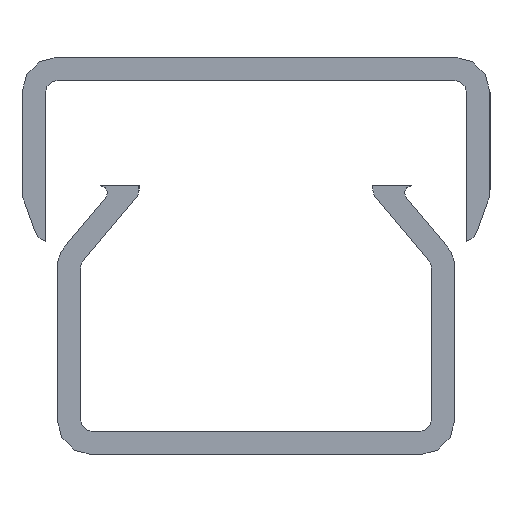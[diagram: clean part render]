
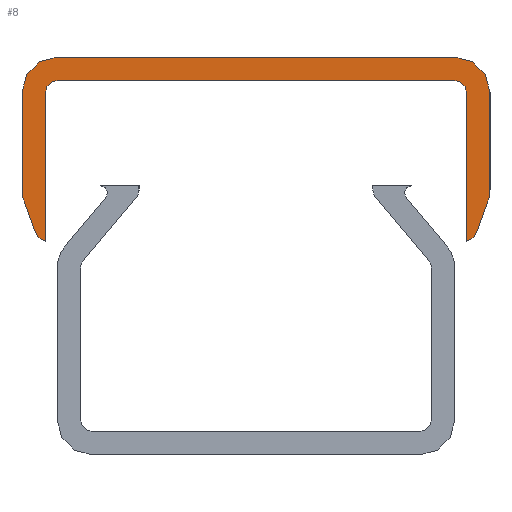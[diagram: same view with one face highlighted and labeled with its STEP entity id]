
A CAD part, left-side view. The second image highlights one B-rep face of the part: STEP entity #8.
In plain terms, the highlighted planar face has unit normal (-1, 0, 0).
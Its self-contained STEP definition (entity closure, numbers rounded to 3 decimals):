
#8 = ADVANCED_FACE ( 'NONE', ( #2014 ), #1299, .F. ) ;
#12 = VERTEX_POINT ( 'NONE', #1170 ) ;
#38 = DIRECTION ( 'NONE',  ( 0., 0., 1. ) ) ;
#39 = LINE ( 'NONE', #621, #946 ) ;
#45 = CARTESIAN_POINT ( 'NONE',  ( 0., -0.362, 69.715 ) ) ;
#46 = VERTEX_POINT ( 'NONE', #1865 ) ;
#105 = AXIS2_PLACEMENT_3D ( 'NONE', #2199, #2198, #2194 ) ;
#147 = CIRCLE ( 'NONE', #826, 0.5 ) ;
#183 = EDGE_CURVE ( 'NONE', #1512, #886, #574, .T. ) ;
#199 = EDGE_CURVE ( 'NONE', #1999, #1518, #2117, .T. ) ;
#202 = CIRCLE ( 'NONE', #661, 0.5 ) ;
#211 = VECTOR ( 'NONE', #1492, 1000. ) ;
#220 = VERTEX_POINT ( 'NONE', #841 ) ;
#224 = CARTESIAN_POINT ( 'NONE',  ( 0., -0.5, 69.131 ) ) ;
#232 = CARTESIAN_POINT ( 'NONE',  ( 0., 17.5, 75.5 ) ) ;
#266 = CIRCLE ( 'NONE', #2118, 0.6 ) ;
#269 = DIRECTION ( 'NONE',  ( 1., 0., 0. ) ) ;
#271 = CARTESIAN_POINT ( 'NONE',  ( 0., 17.362, 69.715 ) ) ;
#277 = CARTESIAN_POINT ( 'NONE',  ( 0., -1.41, 70.84 ) ) ;
#420 = VECTOR ( 'NONE', #1671, 1000. ) ;
#423 = LINE ( 'NONE', #2125, #2154 ) ;
#424 = AXIS2_PLACEMENT_3D ( 'NONE', #1034, #2167, #1272 ) ;
#425 = VERTEX_POINT ( 'NONE', #603 ) ;
#468 = AXIS2_PLACEMENT_3D ( 'NONE', #1071, #1234, #1317 ) ;
#476 = VECTOR ( 'NONE', #2172, 1000. ) ;
#488 = VERTEX_POINT ( 'NONE', #277 ) ;
#507 = CIRCLE ( 'NONE', #1332, 1.5 ) ;
#525 = LINE ( 'NONE', #1672, #420 ) ;
#574 = CIRCLE ( 'NONE', #468, 1.5 ) ;
#575 = CARTESIAN_POINT ( 'NONE',  ( 0., 17., 77. ) ) ;
#603 = CARTESIAN_POINT ( 'NONE',  ( 0., -0.925, 69.51 ) ) ;
#608 = EDGE_CURVE ( 'NONE', #2004, #220, #202, .T. ) ;
#621 = CARTESIAN_POINT ( 'NONE',  ( 0., -26.5, 77. ) ) ;
#632 = DIRECTION ( 'NONE',  ( 0., 0., -1. ) ) ;
#661 = AXIS2_PLACEMENT_3D ( 'NONE', #970, #797, #2047 ) ;
#699 = EDGE_CURVE ( 'NONE', #1646, #46, #266, .T. ) ;
#707 = ORIENTED_EDGE ( 'NONE', *, *, #891, .F. ) ;
#736 = VERTEX_POINT ( 'NONE', #845 ) ;
#748 = VECTOR ( 'NONE', #38, 1000. ) ;
#761 = ORIENTED_EDGE ( 'NONE', *, *, #2033, .F. ) ;
#762 = DIRECTION ( 'NONE',  ( 1., 0., 0. ) ) ;
#797 = DIRECTION ( 'NONE',  ( 1., 0., 0. ) ) ;
#826 = AXIS2_PLACEMENT_3D ( 'NONE', #1980, #762, #632 ) ;
#841 = CARTESIAN_POINT ( 'NONE',  ( 0., -0.5, 75.5 ) ) ;
#845 = CARTESIAN_POINT ( 'NONE',  ( 0., 17., 76. ) ) ;
#873 = CARTESIAN_POINT ( 'NONE',  ( 0., -0.5, -4. ) ) ;
#882 = LINE ( 'NONE', #2220, #2134 ) ;
#883 = VERTEX_POINT ( 'NONE', #232 ) ;
#884 = EDGE_CURVE ( 'NONE', #425, #1063, #1123, .T. ) ;
#886 = VERTEX_POINT ( 'NONE', #575 ) ;
#891 = EDGE_CURVE ( 'NONE', #1063, #220, #1525, .T. ) ;
#946 = VECTOR ( 'NONE', #1355, 1000. ) ;
#947 = LINE ( 'NONE', #2169, #476 ) ;
#966 = CARTESIAN_POINT ( 'NONE',  ( 0., -1.5, -4. ) ) ;
#970 = CARTESIAN_POINT ( 'NONE',  ( 0., 0., 75.5 ) ) ;
#1012 = AXIS2_PLACEMENT_3D ( 'NONE', #45, #2129, #2144 ) ;
#1024 = EDGE_CURVE ( 'NONE', #883, #736, #147, .T. ) ;
#1034 = CARTESIAN_POINT ( 'NONE',  ( 0., 31., -4. ) ) ;
#1063 = VERTEX_POINT ( 'NONE', #224 ) ;
#1067 = ORIENTED_EDGE ( 'NONE', *, *, #1592, .T. ) ;
#1070 = ORIENTED_EDGE ( 'NONE', *, *, #699, .F. ) ;
#1071 = CARTESIAN_POINT ( 'NONE',  ( 0., 17., 75.5 ) ) ;
#1075 = DIRECTION ( 'NONE',  ( 0., 0., -1. ) ) ;
#1112 = ORIENTED_EDGE ( 'NONE', *, *, #1179, .T. ) ;
#1123 = CIRCLE ( 'NONE', #1012, 0.6 ) ;
#1147 = DIRECTION ( 'NONE',  ( 0., 0., 1. ) ) ;
#1170 = CARTESIAN_POINT ( 'NONE',  ( 0., 18.41, 70.84 ) ) ;
#1175 = LINE ( 'NONE', #1983, #211 ) ;
#1179 = EDGE_CURVE ( 'NONE', #2196, #886, #39, .T. ) ;
#1201 = VECTOR ( 'NONE', #1075, 1000. ) ;
#1234 = DIRECTION ( 'NONE',  ( 1., 0., 0. ) ) ;
#1246 = EDGE_LOOP ( 'NONE', ( #1070, #1476, #1818, #2037, #1895, #707, #2165, #1598, #1686, #1265, #1327, #1112, #1740, #2010, #761, #1067 ) ) ;
#1265 = ORIENTED_EDGE ( 'NONE', *, *, #199, .F. ) ;
#1272 = DIRECTION ( 'NONE',  ( 0., 0., -1. ) ) ;
#1299 = PLANE ( 'NONE',  #424 ) ;
#1317 = DIRECTION ( 'NONE',  ( 0., 0., 1. ) ) ;
#1327 = ORIENTED_EDGE ( 'NONE', *, *, #1397, .F. ) ;
#1332 = AXIS2_PLACEMENT_3D ( 'NONE', #1775, #1773, #1770 ) ;
#1355 = DIRECTION ( 'NONE',  ( 0., 1., 0. ) ) ;
#1361 = CIRCLE ( 'NONE', #105, 1.5 ) ;
#1387 = CARTESIAN_POINT ( 'NONE',  ( 0., -1.5, 71.353 ) ) ;
#1397 = EDGE_CURVE ( 'NONE', #2196, #1999, #1361, .T. ) ;
#1455 = EDGE_CURVE ( 'NONE', #2053, #1512, #947, .T. ) ;
#1476 = ORIENTED_EDGE ( 'NONE', *, *, #2086, .F. ) ;
#1488 = EDGE_CURVE ( 'NONE', #2004, #736, #423, .T. ) ;
#1492 = DIRECTION ( 'NONE',  ( 0., -0.342, -0.94 ) ) ;
#1512 = VERTEX_POINT ( 'NONE', #2132 ) ;
#1518 = VERTEX_POINT ( 'NONE', #1387 ) ;
#1525 = LINE ( 'NONE', #873, #748 ) ;
#1592 = EDGE_CURVE ( 'NONE', #12, #46, #1175, .T. ) ;
#1598 = ORIENTED_EDGE ( 'NONE', *, *, #1817, .T. ) ;
#1600 = CARTESIAN_POINT ( 'NONE',  ( 0., -1.5, 75.5 ) ) ;
#1640 = CARTESIAN_POINT ( 'NONE',  ( 0., 0., 76. ) ) ;
#1646 = VERTEX_POINT ( 'NONE', #1914 ) ;
#1671 = DIRECTION ( 'NONE',  ( 0., -0.342, 0.94 ) ) ;
#1672 = CARTESIAN_POINT ( 'NONE',  ( 0., 0.035, 66.871 ) ) ;
#1686 = ORIENTED_EDGE ( 'NONE', *, *, #1859, .F. ) ;
#1718 = DIRECTION ( 'NONE',  ( 0., 0., -1. ) ) ;
#1736 = CIRCLE ( 'NONE', #1739, 1.5 ) ;
#1739 = AXIS2_PLACEMENT_3D ( 'NONE', #2205, #2204, #2217 ) ;
#1740 = ORIENTED_EDGE ( 'NONE', *, *, #183, .F. ) ;
#1744 = CARTESIAN_POINT ( 'NONE',  ( 0., 0., 77. ) ) ;
#1770 = DIRECTION ( 'NONE',  ( 0., 0., 1. ) ) ;
#1773 = DIRECTION ( 'NONE',  ( 1., 0., 0. ) ) ;
#1775 = CARTESIAN_POINT ( 'NONE',  ( 0., 0., 71.353 ) ) ;
#1817 = EDGE_CURVE ( 'NONE', #425, #488, #525, .T. ) ;
#1818 = ORIENTED_EDGE ( 'NONE', *, *, #1024, .T. ) ;
#1859 = EDGE_CURVE ( 'NONE', #1518, #488, #507, .T. ) ;
#1865 = CARTESIAN_POINT ( 'NONE',  ( 0., 17.925, 69.51 ) ) ;
#1895 = ORIENTED_EDGE ( 'NONE', *, *, #608, .T. ) ;
#1914 = CARTESIAN_POINT ( 'NONE',  ( 0., 17.5, 69.131 ) ) ;
#1980 = CARTESIAN_POINT ( 'NONE',  ( 0., 17., 75.5 ) ) ;
#1983 = CARTESIAN_POINT ( 'NONE',  ( 0., 18.5, 71.088 ) ) ;
#1999 = VERTEX_POINT ( 'NONE', #1600 ) ;
#2004 = VERTEX_POINT ( 'NONE', #1640 ) ;
#2010 = ORIENTED_EDGE ( 'NONE', *, *, #1455, .F. ) ;
#2014 = FACE_OUTER_BOUND ( 'NONE', #1246, .T. ) ;
#2033 = EDGE_CURVE ( 'NONE', #12, #2053, #1736, .T. ) ;
#2037 = ORIENTED_EDGE ( 'NONE', *, *, #1488, .F. ) ;
#2047 = DIRECTION ( 'NONE',  ( 0., 0., -1. ) ) ;
#2053 = VERTEX_POINT ( 'NONE', #2207 ) ;
#2086 = EDGE_CURVE ( 'NONE', #883, #1646, #882, .T. ) ;
#2117 = LINE ( 'NONE', #966, #1201 ) ;
#2118 = AXIS2_PLACEMENT_3D ( 'NONE', #271, #269, #1147 ) ;
#2125 = CARTESIAN_POINT ( 'NONE',  ( 0., 31., 76. ) ) ;
#2129 = DIRECTION ( 'NONE',  ( 1., 0., 0. ) ) ;
#2130 = DIRECTION ( 'NONE',  ( 0., 1., 0. ) ) ;
#2132 = CARTESIAN_POINT ( 'NONE',  ( 0., 18.5, 75.5 ) ) ;
#2134 = VECTOR ( 'NONE', #1718, 1000. ) ;
#2144 = DIRECTION ( 'NONE',  ( 0., 0., -1. ) ) ;
#2154 = VECTOR ( 'NONE', #2130, 1000. ) ;
#2165 = ORIENTED_EDGE ( 'NONE', *, *, #884, .F. ) ;
#2167 = DIRECTION ( 'NONE',  ( 1., 0., 0. ) ) ;
#2169 = CARTESIAN_POINT ( 'NONE',  ( 0., 18.5, -4. ) ) ;
#2172 = DIRECTION ( 'NONE',  ( 0., 0., 1. ) ) ;
#2194 = DIRECTION ( 'NONE',  ( 0., 0., 1. ) ) ;
#2196 = VERTEX_POINT ( 'NONE', #1744 ) ;
#2198 = DIRECTION ( 'NONE',  ( 1., 0., 0. ) ) ;
#2199 = CARTESIAN_POINT ( 'NONE',  ( 0., 0., 75.5 ) ) ;
#2204 = DIRECTION ( 'NONE',  ( 1., 0., 0. ) ) ;
#2205 = CARTESIAN_POINT ( 'NONE',  ( 0., 17., 71.353 ) ) ;
#2207 = CARTESIAN_POINT ( 'NONE',  ( 0., 18.5, 71.353 ) ) ;
#2217 = DIRECTION ( 'NONE',  ( 0., 0., 1. ) ) ;
#2220 = CARTESIAN_POINT ( 'NONE',  ( 0., 17.5, -4. ) ) ;
